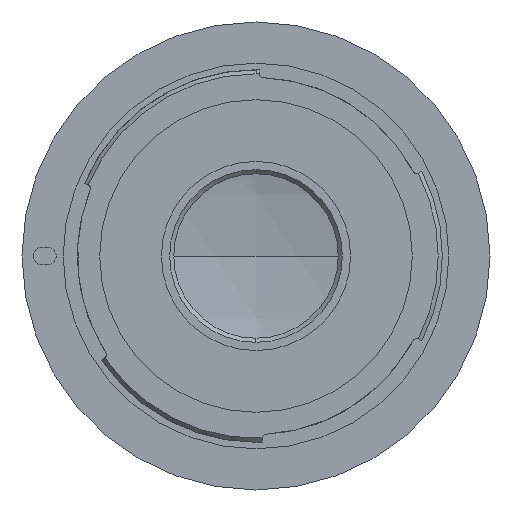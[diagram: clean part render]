
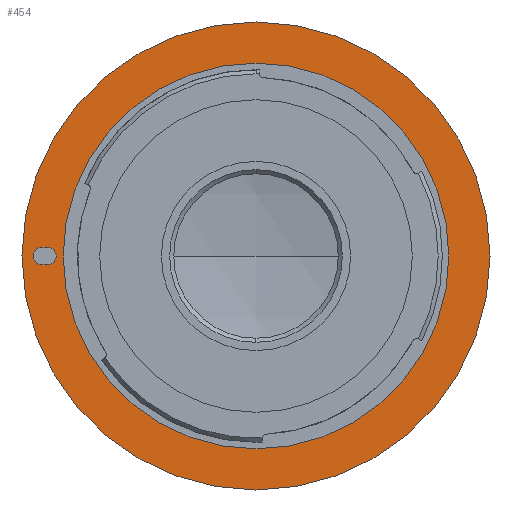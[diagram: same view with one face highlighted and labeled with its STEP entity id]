
A CAD part, left-side view. The second image highlights one B-rep face of the part: STEP entity #454.
In plain terms, the highlighted planar face has unit normal (-1, 0, 0).
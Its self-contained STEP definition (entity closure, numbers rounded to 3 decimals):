
#5 = CIRCLE ( 'NONE', #4893, 23.45 ) ;
#61 = CARTESIAN_POINT ( 'NONE',  ( -59.582, 0., -23.45 ) ) ;
#285 = VERTEX_POINT ( 'NONE', #2866 ) ;
#295 = DIRECTION ( 'NONE',  ( -1., 0., 0. ) ) ;
#355 = DIRECTION ( 'NONE',  ( 0., 0., -1. ) ) ;
#425 = FACE_BOUND ( 'NONE', #1955, .T. ) ;
#454 = ADVANCED_FACE ( 'NONE', ( #5255, #425, #4041 ), #1971, .F. ) ;
#473 = VERTEX_POINT ( 'NONE', #2015 ) ;
#657 = EDGE_CURVE ( 'NONE', #716, #1783, #2094, .T. ) ;
#667 = VECTOR ( 'NONE', #5022, 1000. ) ;
#716 = VERTEX_POINT ( 'NONE', #5720 ) ;
#805 = DIRECTION ( 'NONE',  ( 0., 1., 0. ) ) ;
#817 = DIRECTION ( 'NONE',  ( -1., 0., 0. ) ) ;
#1015 = CARTESIAN_POINT ( 'NONE',  ( -59.582, 0., 28.45 ) ) ;
#1122 = CARTESIAN_POINT ( 'NONE',  ( -59.582, 26.05, 0. ) ) ;
#1210 = EDGE_LOOP ( 'NONE', ( #4884, #4539, #2981, #2217 ) ) ;
#1222 = CARTESIAN_POINT ( 'NONE',  ( -59.582, 25.35, -1.05 ) ) ;
#1244 = CARTESIAN_POINT ( 'NONE',  ( -59.582, 25.35, 1.05 ) ) ;
#1337 = CARTESIAN_POINT ( 'NONE',  ( -59.582, 0., 23.45 ) ) ;
#1371 = EDGE_CURVE ( 'NONE', #1783, #716, #5236, .T. ) ;
#1383 = CARTESIAN_POINT ( 'NONE',  ( -59.582, 25.35, -1.05 ) ) ;
#1538 = DIRECTION ( 'NONE',  ( 1., 0., 0. ) ) ;
#1573 = DIRECTION ( 'NONE',  ( 0., 0., -1. ) ) ;
#1623 = CIRCLE ( 'NONE', #3059, 1.05 ) ;
#1783 = VERTEX_POINT ( 'NONE', #1015 ) ;
#1905 = EDGE_CURVE ( 'NONE', #3426, #473, #1623, .T. ) ;
#1952 = DIRECTION ( 'NONE',  ( -1., 0., 0. ) ) ;
#1954 = EDGE_CURVE ( 'NONE', #5452, #285, #4043, .T. ) ;
#1955 = EDGE_LOOP ( 'NONE', ( #5366, #5238 ) ) ;
#1971 = PLANE ( 'NONE',  #5623 ) ;
#2015 = CARTESIAN_POINT ( 'NONE',  ( -59.582, 26.05, -1.05 ) ) ;
#2094 = CIRCLE ( 'NONE', #3658, 28.45 ) ;
#2098 = EDGE_CURVE ( 'NONE', #285, #3426, #3765, .T. ) ;
#2107 = EDGE_CURVE ( 'NONE', #2173, #4794, #5, .T. ) ;
#2173 = VERTEX_POINT ( 'NONE', #1337 ) ;
#2217 = ORIENTED_EDGE ( 'NONE', *, *, #1905, .F. ) ;
#2406 = VECTOR ( 'NONE', #805, 1000. ) ;
#2510 = CARTESIAN_POINT ( 'NONE',  ( -59.582, 25.35, 0. ) ) ;
#2652 = ORIENTED_EDGE ( 'NONE', *, *, #1371, .T. ) ;
#2866 = CARTESIAN_POINT ( 'NONE',  ( -59.582, 25.35, 1.05 ) ) ;
#2970 = DIRECTION ( 'NONE',  ( 0., 0., -1. ) ) ;
#2981 = ORIENTED_EDGE ( 'NONE', *, *, #4737, .F. ) ;
#2993 = CARTESIAN_POINT ( 'NONE',  ( -59.582, 0., 0. ) ) ;
#3056 = DIRECTION ( 'NONE',  ( -1., 0., 0. ) ) ;
#3059 = AXIS2_PLACEMENT_3D ( 'NONE', #1122, #4301, #1573 ) ;
#3208 = CARTESIAN_POINT ( 'NONE',  ( -59.582, 26.05, 1.05 ) ) ;
#3292 = AXIS2_PLACEMENT_3D ( 'NONE', #5780, #3056, #355 ) ;
#3426 = VERTEX_POINT ( 'NONE', #3208 ) ;
#3440 = DIRECTION ( 'NONE',  ( 0., 0., -1. ) ) ;
#3514 = CARTESIAN_POINT ( 'NONE',  ( -59.582, 0., 0. ) ) ;
#3535 = CIRCLE ( 'NONE', #4723, 23.45 ) ;
#3658 = AXIS2_PLACEMENT_3D ( 'NONE', #2993, #295, #3440 ) ;
#3677 = AXIS2_PLACEMENT_3D ( 'NONE', #2510, #5705, #2970 ) ;
#3765 = LINE ( 'NONE', #1244, #2406 ) ;
#3990 = DIRECTION ( 'NONE',  ( 0., 0., -1. ) ) ;
#4041 = FACE_OUTER_BOUND ( 'NONE', #4909, .T. ) ;
#4043 = CIRCLE ( 'NONE', #3677, 1.05 ) ;
#4154 = ORIENTED_EDGE ( 'NONE', *, *, #657, .T. ) ;
#4266 = CARTESIAN_POINT ( 'NONE',  ( -59.582, -23.45, 0. ) ) ;
#4279 = LINE ( 'NONE', #1383, #667 ) ;
#4301 = DIRECTION ( 'NONE',  ( -1., 0., 0. ) ) ;
#4539 = ORIENTED_EDGE ( 'NONE', *, *, #1954, .F. ) ;
#4680 = CARTESIAN_POINT ( 'NONE',  ( -59.582, 0., 0. ) ) ;
#4716 = DIRECTION ( 'NONE',  ( 0., 0., 1. ) ) ;
#4723 = AXIS2_PLACEMENT_3D ( 'NONE', #4680, #1952, #5148 ) ;
#4737 = EDGE_CURVE ( 'NONE', #473, #5452, #4279, .T. ) ;
#4794 = VERTEX_POINT ( 'NONE', #61 ) ;
#4884 = ORIENTED_EDGE ( 'NONE', *, *, #2098, .F. ) ;
#4893 = AXIS2_PLACEMENT_3D ( 'NONE', #3514, #817, #3990 ) ;
#4909 = EDGE_LOOP ( 'NONE', ( #4154, #2652 ) ) ;
#5022 = DIRECTION ( 'NONE',  ( 0., -1., 0. ) ) ;
#5148 = DIRECTION ( 'NONE',  ( 0., 0., -1. ) ) ;
#5236 = CIRCLE ( 'NONE', #3292, 28.45 ) ;
#5238 = ORIENTED_EDGE ( 'NONE', *, *, #2107, .F. ) ;
#5255 = FACE_BOUND ( 'NONE', #1210, .T. ) ;
#5351 = EDGE_CURVE ( 'NONE', #4794, #2173, #3535, .T. ) ;
#5366 = ORIENTED_EDGE ( 'NONE', *, *, #5351, .F. ) ;
#5452 = VERTEX_POINT ( 'NONE', #1222 ) ;
#5623 = AXIS2_PLACEMENT_3D ( 'NONE', #4266, #1538, #4716 ) ;
#5705 = DIRECTION ( 'NONE',  ( -1., 0., 0. ) ) ;
#5720 = CARTESIAN_POINT ( 'NONE',  ( -59.582, 0., -28.45 ) ) ;
#5780 = CARTESIAN_POINT ( 'NONE',  ( -59.582, 0., 0. ) ) ;
